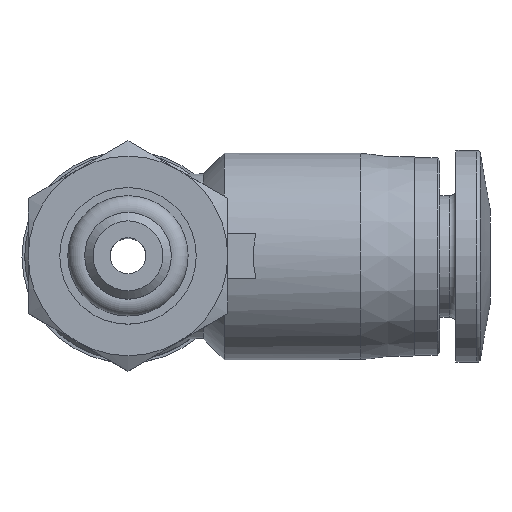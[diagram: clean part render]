
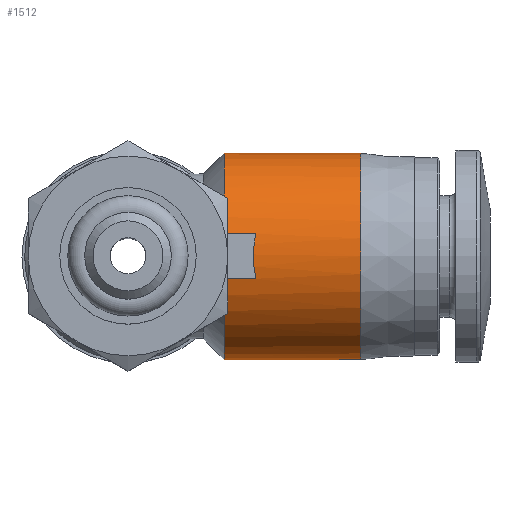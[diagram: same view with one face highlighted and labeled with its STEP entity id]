
A CAD part, top view. The second image highlights one B-rep face of the part: STEP entity #1512.
In plain terms, the highlighted cylindrical face has radius 5.75 mm (diameter 11.5 mm), a full revolution.
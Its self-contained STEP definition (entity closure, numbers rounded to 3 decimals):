
#113=LINE('',#2082,#131);
#116=LINE('',#2093,#134);
#118=LINE('',#2097,#136);
#119=LINE('',#2104,#137);
#131=VECTOR('',#1738,1000.);
#134=VECTOR('',#1743,1000.);
#136=VECTOR('',#1747,1000.);
#137=VECTOR('',#1750,1000.);
#148=ELLIPSE('',#1543,8.132,5.75);
#149=ELLIPSE('',#1545,8.132,5.75);
#155=ELLIPSE('',#1635,8.132,5.75);
#156=ELLIPSE('',#1637,8.132,5.75);
#357=ORIENTED_EDGE('',*,*,#512,.F.);
#358=ORIENTED_EDGE('',*,*,#511,.T.);
#359=ORIENTED_EDGE('',*,*,#412,.T.);
#360=ORIENTED_EDGE('',*,*,#441,.F.);
#361=ORIENTED_EDGE('',*,*,#506,.T.);
#362=ORIENTED_EDGE('',*,*,#435,.T.);
#363=ORIENTED_EDGE('',*,*,#414,.T.);
#364=ORIENTED_EDGE('',*,*,#510,.T.);
#365=ORIENTED_EDGE('',*,*,#439,.T.);
#366=ORIENTED_EDGE('',*,*,#507,.T.);
#367=ORIENTED_EDGE('',*,*,#443,.F.);
#412=EDGE_CURVE('',#537,#536,#148,.T.);
#414=EDGE_CURVE('',#534,#538,#149,.T.);
#435=EDGE_CURVE('',#555,#534,#113,.F.);
#439=EDGE_CURVE('',#556,#557,#116,.T.);
#441=EDGE_CURVE('',#558,#536,#118,.F.);
#443=EDGE_CURVE('',#559,#560,#119,.T.);
#506=EDGE_CURVE('',#558,#555,#155,.F.);
#507=EDGE_CURVE('',#557,#560,#156,.F.);
#510=EDGE_CURVE('',#538,#556,#662,.T.);
#511=EDGE_CURVE('',#559,#537,#663,.T.);
#512=EDGE_CURVE('',#604,#604,#664,.T.);
#534=VERTEX_POINT('',#2007);
#536=VERTEX_POINT('',#2011);
#537=VERTEX_POINT('',#2013);
#538=VERTEX_POINT('',#2015);
#555=VERTEX_POINT('',#2083);
#556=VERTEX_POINT('',#2090);
#557=VERTEX_POINT('',#2092);
#558=VERTEX_POINT('',#2096);
#559=VERTEX_POINT('',#2103);
#560=VERTEX_POINT('',#2105);
#604=VERTEX_POINT('',#2336);
#662=CIRCLE('',#1643,5.75);
#663=CIRCLE('',#1645,5.75);
#664=CIRCLE('',#1647,5.75);
#761=EDGE_LOOP('',(#357));
#762=EDGE_LOOP('',(#358,#359,#360,#361,#362,#363,#364,#365,#366,#367));
#879=FACE_BOUND('',#761,.T.);
#880=FACE_BOUND('',#762,.T.);
#929=CYLINDRICAL_SURFACE('',#1646,5.75);
#1512=ADVANCED_FACE('',(#879,#880),#929,.T.);
#1543=AXIS2_PLACEMENT_3D('',#2012,#1700,#1701);
#1545=AXIS2_PLACEMENT_3D('',#2016,#1704,#1705);
#1635=AXIS2_PLACEMENT_3D('',#2323,#1900,#1901);
#1637=AXIS2_PLACEMENT_3D('',#2325,#1904,#1905);
#1643=AXIS2_PLACEMENT_3D('',#2331,#1916,#1917);
#1645=AXIS2_PLACEMENT_3D('',#2333,#1920,#1921);
#1646=AXIS2_PLACEMENT_3D('',#2334,#1922,#1923);
#1647=AXIS2_PLACEMENT_3D('',#2335,#1924,#1925);
#1700=DIRECTION('',(0.707,0.,0.707));
#1701=DIRECTION('',(-0.707,0.,0.707));
#1704=DIRECTION('',(0.707,0.,0.707));
#1705=DIRECTION('',(-0.707,0.,0.707));
#1738=DIRECTION('',(1.,0.,0.));
#1743=DIRECTION('',(1.,0.,0.));
#1747=DIRECTION('',(1.,0.,0.));
#1750=DIRECTION('',(1.,0.,0.));
#1900=DIRECTION('',(-0.707,0.,0.707));
#1901=DIRECTION('',(0.707,0.,0.707));
#1904=DIRECTION('',(-0.707,0.,-0.707));
#1905=DIRECTION('',(0.707,0.,-0.707));
#1916=DIRECTION('',(1.,0.,0.));
#1917=DIRECTION('',(0.,0.,-1.));
#1920=DIRECTION('',(1.,0.,0.));
#1921=DIRECTION('',(0.,0.,-1.));
#1922=DIRECTION('',(1.,0.,0.));
#1923=DIRECTION('',(0.,0.,-1.));
#1924=DIRECTION('',(1.,0.,0.));
#1925=DIRECTION('',(0.,0.,-1.));
#2007=CARTESIAN_POINT('',(5.612,1.25,-5.612));
#2011=CARTESIAN_POINT('',(5.612,-1.25,-5.612));
#2012=CARTESIAN_POINT('',(0.,0.,0.));
#2013=CARTESIAN_POINT('',(5.35,-2.107,-5.35));
#2015=CARTESIAN_POINT('',(5.35,2.107,-5.35));
#2016=CARTESIAN_POINT('',(0.,0.,0.));
#2082=CARTESIAN_POINT('',(20.15,1.25,-5.612));
#2083=CARTESIAN_POINT('',(7.115,1.25,-5.612));
#2090=CARTESIAN_POINT('',(5.35,1.25,5.612));
#2092=CARTESIAN_POINT('',(7.115,1.25,5.612));
#2093=CARTESIAN_POINT('',(20.15,1.25,5.612));
#2096=CARTESIAN_POINT('',(7.115,-1.25,-5.612));
#2097=CARTESIAN_POINT('',(20.15,-1.25,-5.612));
#2103=CARTESIAN_POINT('',(5.35,-1.25,5.612));
#2104=CARTESIAN_POINT('',(20.15,-1.25,5.612));
#2105=CARTESIAN_POINT('',(7.115,-1.25,5.612));
#2323=CARTESIAN_POINT('',(12.728,0.,0.));
#2325=CARTESIAN_POINT('',(12.728,0.,0.));
#2331=CARTESIAN_POINT('',(5.35,0.,0.));
#2333=CARTESIAN_POINT('',(5.35,0.,0.));
#2334=CARTESIAN_POINT('',(20.15,0.,0.));
#2335=CARTESIAN_POINT('',(12.95,0.,0.));
#2336=CARTESIAN_POINT('',(12.95,0.,-5.75));
